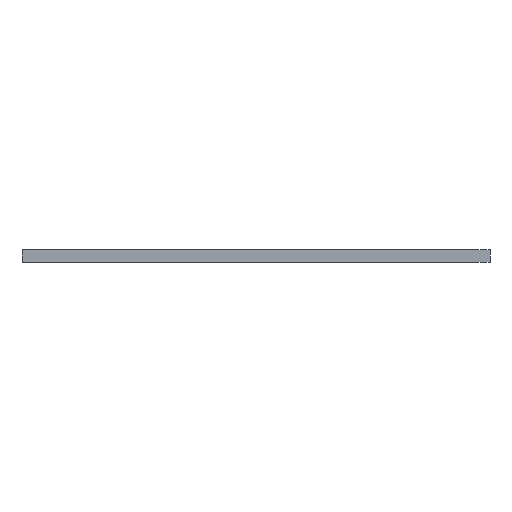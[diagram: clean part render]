
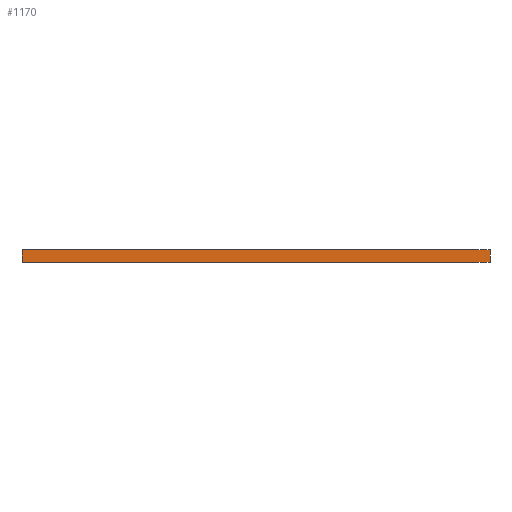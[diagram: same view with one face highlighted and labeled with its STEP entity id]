
A CAD part, front view. The second image highlights one B-rep face of the part: STEP entity #1170.
In plain terms, the highlighted planar face has unit normal (0, -1, 0).
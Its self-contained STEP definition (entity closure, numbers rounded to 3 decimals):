
#167=FACE_OUTER_BOUND('',#226,.T.);
#226=EDGE_LOOP('',(#941,#942,#943,#944));
#335=LINE('',#2147,#444);
#336=LINE('',#2150,#445);
#337=LINE('',#2152,#446);
#338=LINE('',#2153,#447);
#444=VECTOR('',#1394,10.);
#445=VECTOR('',#1397,10.);
#446=VECTOR('',#1398,10.);
#447=VECTOR('',#1399,10.);
#561=VERTEX_POINT('',#2141);
#563=VERTEX_POINT('',#2145);
#564=VERTEX_POINT('',#2149);
#565=VERTEX_POINT('',#2151);
#723=EDGE_CURVE('',#561,#563,#335,.T.);
#724=EDGE_CURVE('',#561,#564,#336,.T.);
#725=EDGE_CURVE('',#565,#563,#337,.T.);
#726=EDGE_CURVE('',#564,#565,#338,.T.);
#941=ORIENTED_EDGE('',*,*,#724,.F.);
#942=ORIENTED_EDGE('',*,*,#723,.T.);
#943=ORIENTED_EDGE('',*,*,#725,.F.);
#944=ORIENTED_EDGE('',*,*,#726,.F.);
#1114=PLANE('',#1227);
#1170=ADVANCED_FACE('',(#167),#1114,.T.);
#1227=AXIS2_PLACEMENT_3D('',#2148,#1395,#1396);
#1394=DIRECTION('',(0.,0.,1.));
#1395=DIRECTION('center_axis',(0.,-1.,0.));
#1396=DIRECTION('ref_axis',(1.,0.,0.));
#1397=DIRECTION('',(-1.,0.,0.));
#1398=DIRECTION('',(1.,0.,0.));
#1399=DIRECTION('',(0.,0.,1.));
#2141=CARTESIAN_POINT('',(0.,-37.5,1.35));
#2145=CARTESIAN_POINT('',(0.,-37.5,2.35));
#2147=CARTESIAN_POINT('',(0.,-37.5,1.35));
#2148=CARTESIAN_POINT('Origin',(-38.,-37.5,1.35));
#2149=CARTESIAN_POINT('',(-38.,-37.5,1.35));
#2150=CARTESIAN_POINT('',(0.,-37.5,1.35));
#2151=CARTESIAN_POINT('',(-38.,-37.5,2.35));
#2152=CARTESIAN_POINT('',(0.,-37.5,2.35));
#2153=CARTESIAN_POINT('',(-38.,-37.5,1.35));
